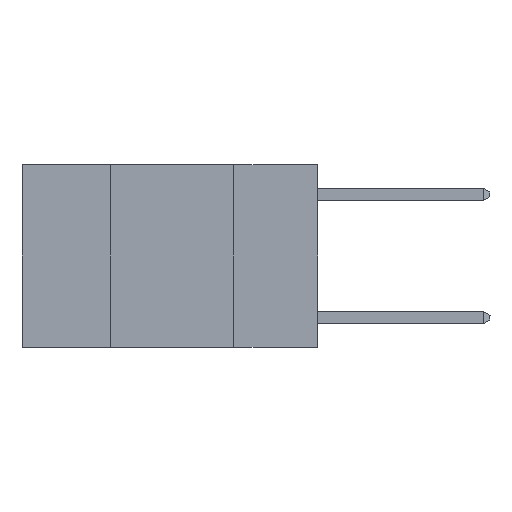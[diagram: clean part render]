
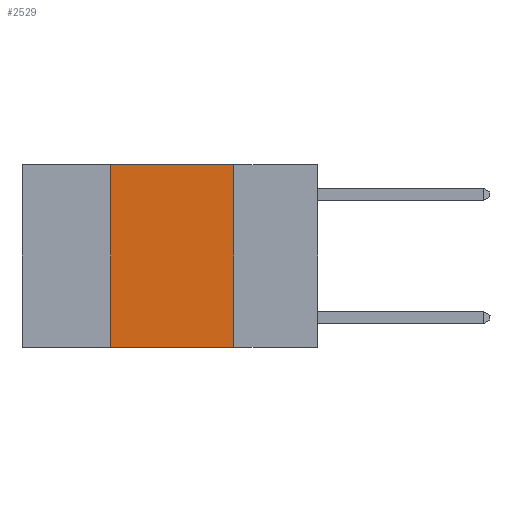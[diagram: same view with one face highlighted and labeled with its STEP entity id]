
A CAD part, left-side view. The second image highlights one B-rep face of the part: STEP entity #2529.
In plain terms, the highlighted planar face has unit normal (-1, 0, 0).
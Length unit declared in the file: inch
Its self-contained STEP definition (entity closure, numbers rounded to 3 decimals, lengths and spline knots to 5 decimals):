
#54 = CARTESIAN_POINT ( 'NONE',  ( 0., 0.17, 0. ) ) ;
#1167 = DIRECTION ( 'NONE',  ( 0., -1., 0. ) ) ;
#1470 = LINE ( 'NONE', #10495, #17923 ) ;
#2529 = ADVANCED_FACE ( 'NONE', ( #2862 ), #11787, .F. ) ;
#2816 = CARTESIAN_POINT ( 'NONE',  ( 0., 0.6, -0.37 ) ) ;
#2862 = FACE_OUTER_BOUND ( 'NONE', #12017, .T. ) ;
#3632 = VERTEX_POINT ( 'NONE', #12331 ) ;
#4069 = DIRECTION ( 'NONE',  ( 1., 0., 0. ) ) ;
#4187 = VECTOR ( 'NONE', #15229, 39.37008 ) ;
#7154 = ORIENTED_EDGE ( 'NONE', *, *, #8899, .F. ) ;
#7452 = VECTOR ( 'NONE', #16706, 39.37008 ) ;
#8216 = EDGE_CURVE ( 'NONE', #13932, #3632, #19580, .T. ) ;
#8375 = LINE ( 'NONE', #11821, #16035 ) ;
#8806 = EDGE_CURVE ( 'NONE', #16343, #12879, #1470, .T. ) ;
#8899 = EDGE_CURVE ( 'NONE', #13932, #16343, #16508, .T. ) ;
#10495 = CARTESIAN_POINT ( 'NONE',  ( 0., 0.6, 0. ) ) ;
#11541 = CARTESIAN_POINT ( 'NONE',  ( 0., 0.42, -0.37 ) ) ;
#11787 = PLANE ( 'NONE',  #17899 ) ;
#11821 = CARTESIAN_POINT ( 'NONE',  ( 0., 0.17, 0. ) ) ;
#12017 = EDGE_LOOP ( 'NONE', ( #17921, #16968, #7154, #12275 ) ) ;
#12275 = ORIENTED_EDGE ( 'NONE', *, *, #8216, .T. ) ;
#12331 = CARTESIAN_POINT ( 'NONE',  ( 0., 0.17, -0.37 ) ) ;
#12879 = VERTEX_POINT ( 'NONE', #54 ) ;
#13336 = CARTESIAN_POINT ( 'NONE',  ( 0., 0.6, 0. ) ) ;
#13368 = DIRECTION ( 'NONE',  ( 0., 0., -1. ) ) ;
#13730 = CARTESIAN_POINT ( 'NONE',  ( 0., 0.42, 0. ) ) ;
#13932 = VERTEX_POINT ( 'NONE', #11541 ) ;
#14846 = DIRECTION ( 'NONE',  ( 0., 0., -1. ) ) ;
#15229 = DIRECTION ( 'NONE',  ( 0., 0., 1. ) ) ;
#16035 = VECTOR ( 'NONE', #13368, 39.37008 ) ;
#16343 = VERTEX_POINT ( 'NONE', #16858 ) ;
#16508 = LINE ( 'NONE', #13730, #4187 ) ;
#16706 = DIRECTION ( 'NONE',  ( 0., -1., 0. ) ) ;
#16858 = CARTESIAN_POINT ( 'NONE',  ( 0., 0.42, 0. ) ) ;
#16968 = ORIENTED_EDGE ( 'NONE', *, *, #8806, .F. ) ;
#17899 = AXIS2_PLACEMENT_3D ( 'NONE', #13336, #4069, #14846 ) ;
#17921 = ORIENTED_EDGE ( 'NONE', *, *, #19127, .F. ) ;
#17923 = VECTOR ( 'NONE', #1167, 39.37008 ) ;
#19127 = EDGE_CURVE ( 'NONE', #12879, #3632, #8375, .T. ) ;
#19580 = LINE ( 'NONE', #2816, #7452 ) ;
